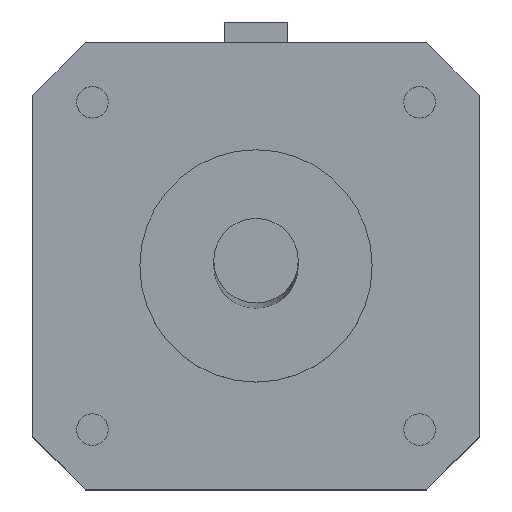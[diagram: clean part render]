
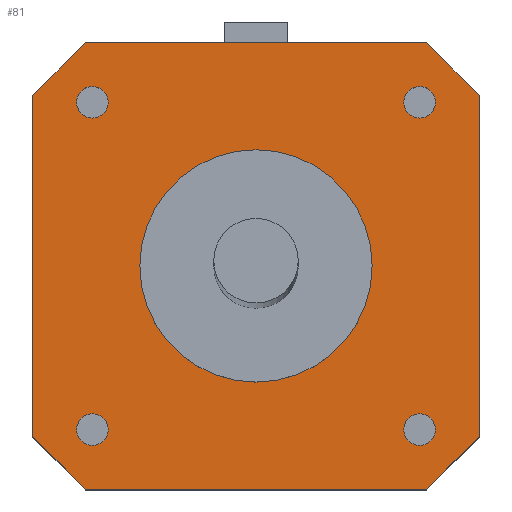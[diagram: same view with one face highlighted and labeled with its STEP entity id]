
A CAD part, top view. The second image highlights one B-rep face of the part: STEP entity #81.
In plain terms, the highlighted planar face has unit normal (0, 0, 1).
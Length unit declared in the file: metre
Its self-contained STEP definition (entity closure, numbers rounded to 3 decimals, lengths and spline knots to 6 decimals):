
#81=ADVANCED_FACE('0:30',(#202,#203,#204,#205,#206,#207),#208,.T.);
#202=FACE_BOUND('',#368,.T.);
#203=FACE_BOUND('',#369,.T.);
#204=FACE_BOUND('',#370,.T.);
#205=FACE_BOUND('',#371,.T.);
#206=FACE_OUTER_BOUND('',#372,.T.);
#207=FACE_BOUND('',#373,.T.);
#208=PLANE('',#374);
#368=EDGE_LOOP('',(#543,#544));
#369=EDGE_LOOP('',(#545,#546));
#370=EDGE_LOOP('',(#547,#548));
#371=EDGE_LOOP('',(#549,#550));
#372=EDGE_LOOP('',(#551,#552,#553,#554,#555,#556,#557,#558));
#373=EDGE_LOOP('',(#559,#560));
#374=AXIS2_PLACEMENT_3D('',#561,#562,#563);
#543=ORIENTED_EDGE('',*,*,#975,.F.);
#544=ORIENTED_EDGE('',*,*,#976,.F.);
#545=ORIENTED_EDGE('',*,*,#977,.F.);
#546=ORIENTED_EDGE('',*,*,#978,.F.);
#547=ORIENTED_EDGE('',*,*,#979,.F.);
#548=ORIENTED_EDGE('',*,*,#980,.F.);
#549=ORIENTED_EDGE('',*,*,#981,.F.);
#550=ORIENTED_EDGE('',*,*,#982,.F.);
#551=ORIENTED_EDGE('',*,*,#983,.T.);
#552=ORIENTED_EDGE('',*,*,#984,.T.);
#553=ORIENTED_EDGE('',*,*,#985,.T.);
#554=ORIENTED_EDGE('',*,*,#986,.T.);
#555=ORIENTED_EDGE('',*,*,#987,.T.);
#556=ORIENTED_EDGE('',*,*,#988,.T.);
#557=ORIENTED_EDGE('',*,*,#989,.T.);
#558=ORIENTED_EDGE('',*,*,#972,.T.);
#559=ORIENTED_EDGE('',*,*,#963,.F.);
#560=ORIENTED_EDGE('',*,*,#990,.F.);
#561=CARTESIAN_POINT('',(-0.0,0.0,0.0));
#562=DIRECTION('',(-0.0,0.0,1.0));
#563=DIRECTION('',(1.0,0.0,0.0));
#963=EDGE_CURVE('',#1136,#1131,#1138,.T.);
#972=EDGE_CURVE('',#1154,#1152,#1155,.F.);
#975=EDGE_CURVE('',#1158,#1159,#1160,.T.);
#976=EDGE_CURVE('',#1159,#1158,#1161,.T.);
#977=EDGE_CURVE('',#1162,#1163,#1164,.T.);
#978=EDGE_CURVE('',#1163,#1162,#1165,.T.);
#979=EDGE_CURVE('',#1166,#1167,#1168,.T.);
#980=EDGE_CURVE('',#1167,#1166,#1169,.T.);
#981=EDGE_CURVE('',#1170,#1171,#1172,.T.);
#982=EDGE_CURVE('',#1171,#1170,#1173,.T.);
#983=EDGE_CURVE('',#1152,#1174,#1175,.T.);
#984=EDGE_CURVE('',#1174,#1176,#1177,.F.);
#985=EDGE_CURVE('',#1176,#1178,#1179,.T.);
#986=EDGE_CURVE('',#1178,#1180,#1181,.F.);
#987=EDGE_CURVE('',#1180,#1182,#1183,.T.);
#988=EDGE_CURVE('',#1182,#1184,#1185,.F.);
#989=EDGE_CURVE('',#1184,#1154,#1186,.T.);
#990=EDGE_CURVE('',#1131,#1136,#1187,.T.);
#1131=VERTEX_POINT('',#1382);
#1136=VERTEX_POINT('',#1388);
#1138=CIRCLE('',#1391,0.011);
#1152=VERTEX_POINT('',#1410);
#1154=VERTEX_POINT('',#1413);
#1155=LINE('',#1414,#1415);
#1158=VERTEX_POINT('',#1419);
#1159=VERTEX_POINT('',#1420);
#1160=CIRCLE('',#1421,0.0015);
#1161=CIRCLE('',#1422,0.0015);
#1162=VERTEX_POINT('',#1423);
#1163=VERTEX_POINT('',#1424);
#1164=CIRCLE('',#1425,0.0015);
#1165=CIRCLE('',#1426,0.0015);
#1166=VERTEX_POINT('',#1427);
#1167=VERTEX_POINT('',#1428);
#1168=CIRCLE('',#1429,0.0015);
#1169=CIRCLE('',#1430,0.0015);
#1170=VERTEX_POINT('',#1431);
#1171=VERTEX_POINT('',#1432);
#1172=CIRCLE('',#1433,0.0015);
#1173=CIRCLE('',#1434,0.0015);
#1174=VERTEX_POINT('',#1435);
#1175=LINE('',#1436,#1437);
#1176=VERTEX_POINT('',#1438);
#1177=LINE('',#1439,#1440);
#1178=VERTEX_POINT('',#1441);
#1179=LINE('',#1442,#1443);
#1180=VERTEX_POINT('',#1444);
#1181=LINE('',#1445,#1446);
#1182=VERTEX_POINT('',#1447);
#1183=LINE('',#1448,#1449);
#1184=VERTEX_POINT('',#1450);
#1185=LINE('',#1451,#1452);
#1186=LINE('',#1453,#1454);
#1187=CIRCLE('',#1455,0.011);
#1382=CARTESIAN_POINT('',(-0.011,0.,0.0));
#1388=CARTESIAN_POINT('',(0.011,0.0,0.0));
#1391=AXIS2_PLACEMENT_3D('',#1733,#1734,#1735);
#1410=CARTESIAN_POINT('',(-0.02115,0.01615,0.0));
#1413=CARTESIAN_POINT('',(-0.01615,0.02115,0.0));
#1414=CARTESIAN_POINT('',(-0.01865,0.01865,0.0));
#1415=VECTOR('',#1742,1.0);
#1419=CARTESIAN_POINT('',(-0.014,-0.0155,0.0));
#1420=CARTESIAN_POINT('',(-0.017,-0.0155,0.0));
#1421=AXIS2_PLACEMENT_3D('',#1744,#1745,#1746);
#1422=AXIS2_PLACEMENT_3D('',#1747,#1748,#1749);
#1423=CARTESIAN_POINT('',(0.017,-0.0155,0.0));
#1424=CARTESIAN_POINT('',(0.014,-0.0155,0.0));
#1425=AXIS2_PLACEMENT_3D('',#1750,#1751,#1752);
#1426=AXIS2_PLACEMENT_3D('',#1753,#1754,#1755);
#1427=CARTESIAN_POINT('',(0.017,0.0155,0.0));
#1428=CARTESIAN_POINT('',(0.014,0.0155,0.0));
#1429=AXIS2_PLACEMENT_3D('',#1756,#1757,#1758);
#1430=AXIS2_PLACEMENT_3D('',#1759,#1760,#1761);
#1431=CARTESIAN_POINT('',(-0.014,0.0155,0.0));
#1432=CARTESIAN_POINT('',(-0.017,0.0155,0.0));
#1433=AXIS2_PLACEMENT_3D('',#1762,#1763,#1764);
#1434=AXIS2_PLACEMENT_3D('',#1765,#1766,#1767);
#1435=CARTESIAN_POINT('',(-0.02115,-0.01615,0.0));
#1436=CARTESIAN_POINT('',(-0.02115,0.02115,0.0));
#1437=VECTOR('',#1768,1.0);
#1438=CARTESIAN_POINT('',(-0.01615,-0.02115,0.0));
#1439=CARTESIAN_POINT('',(-0.01865,-0.01865,0.0));
#1440=VECTOR('',#1769,1.0);
#1441=CARTESIAN_POINT('',(0.01615,-0.02115,0.0));
#1442=CARTESIAN_POINT('',(-0.02115,-0.02115,0.0));
#1443=VECTOR('',#1770,1.0);
#1444=CARTESIAN_POINT('',(0.02115,-0.01615,0.0));
#1445=CARTESIAN_POINT('',(0.01865,-0.01865,0.0));
#1446=VECTOR('',#1771,1.0);
#1447=CARTESIAN_POINT('',(0.02115,0.01615,0.0));
#1448=CARTESIAN_POINT('',(0.02115,0.02115,0.0));
#1449=VECTOR('',#1772,1.0);
#1450=CARTESIAN_POINT('',(0.01615,0.02115,0.0));
#1451=CARTESIAN_POINT('',(0.01865,0.01865,0.0));
#1452=VECTOR('',#1773,1.0);
#1453=CARTESIAN_POINT('',(-0.02115,0.02115,0.0));
#1454=VECTOR('',#1774,1.0);
#1455=AXIS2_PLACEMENT_3D('',#1775,#1776,#1777);
#1733=CARTESIAN_POINT('',(0.0,0.0,0.0));
#1734=DIRECTION('',(0.0,0.0,1.0));
#1735=DIRECTION('',(1.0,0.0,-0.0));
#1742=DIRECTION('',(0.707,0.707,0.0));
#1744=CARTESIAN_POINT('',(-0.0155,-0.0155,0.0));
#1745=DIRECTION('',(0.0,0.0,1.0));
#1746=DIRECTION('',(1.0,0.0,-0.0));
#1747=CARTESIAN_POINT('',(-0.0155,-0.0155,0.0));
#1748=DIRECTION('',(0.0,0.0,1.0));
#1749=DIRECTION('',(1.0,0.0,-0.0));
#1750=CARTESIAN_POINT('',(0.0155,-0.0155,0.0));
#1751=DIRECTION('',(0.0,0.0,1.0));
#1752=DIRECTION('',(1.0,0.0,-0.0));
#1753=CARTESIAN_POINT('',(0.0155,-0.0155,0.0));
#1754=DIRECTION('',(0.0,0.0,1.0));
#1755=DIRECTION('',(1.0,0.0,-0.0));
#1756=CARTESIAN_POINT('',(0.0155,0.0155,0.0));
#1757=DIRECTION('',(0.0,0.0,1.0));
#1758=DIRECTION('',(1.0,0.0,-0.0));
#1759=CARTESIAN_POINT('',(0.0155,0.0155,0.0));
#1760=DIRECTION('',(0.0,0.0,1.0));
#1761=DIRECTION('',(1.0,0.0,-0.0));
#1762=CARTESIAN_POINT('',(-0.0155,0.0155,0.0));
#1763=DIRECTION('',(0.0,0.0,1.0));
#1764=DIRECTION('',(1.0,0.0,-0.0));
#1765=CARTESIAN_POINT('',(-0.0155,0.0155,0.0));
#1766=DIRECTION('',(0.0,0.0,1.0));
#1767=DIRECTION('',(1.0,0.0,-0.0));
#1768=DIRECTION('',(0.0,-1.0,0.0));
#1769=DIRECTION('',(-0.707,0.707,0.0));
#1770=DIRECTION('',(1.0,0.0,0.0));
#1771=DIRECTION('',(-0.707,-0.707,0.0));
#1772=DIRECTION('',(-0.0,1.0,-0.0));
#1773=DIRECTION('',(0.707,-0.707,0.0));
#1774=DIRECTION('',(-1.0,0.,-0.0));
#1775=CARTESIAN_POINT('',(0.0,0.0,0.0));
#1776=DIRECTION('',(0.0,0.0,1.0));
#1777=DIRECTION('',(1.0,0.0,-0.0));
